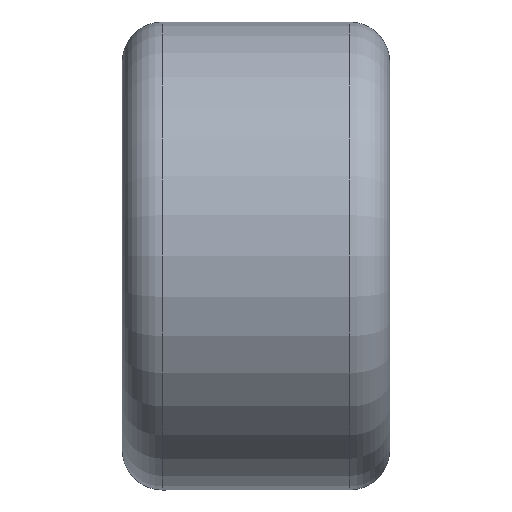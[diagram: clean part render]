
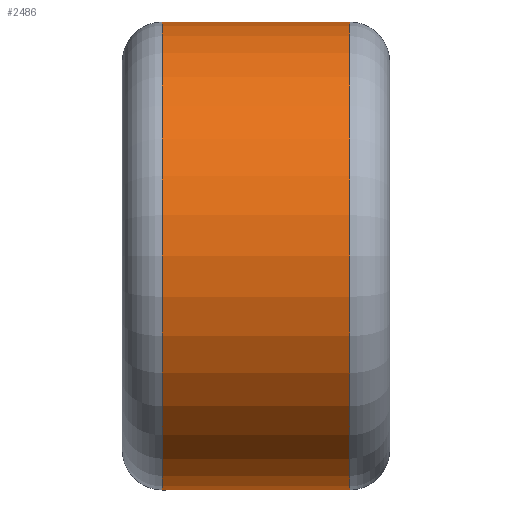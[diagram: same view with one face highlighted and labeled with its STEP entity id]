
A CAD part, front view. The second image highlights one B-rep face of the part: STEP entity #2486.
In plain terms, the highlighted cylindrical face has radius 35 mm (diameter 70 mm), a full revolution.
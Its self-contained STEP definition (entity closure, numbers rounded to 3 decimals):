
#276=LINE('',#3471,#447);
#447=VECTOR('',#2896,35.);
#618=CYLINDRICAL_SURFACE('',#2661,35.);
#671=FACE_OUTER_BOUND('',#805,.T.);
#805=EDGE_LOOP('',(#1704,#1705,#1706,#1707));
#955=CIRCLE('',#2659,35.);
#957=CIRCLE('',#2662,35.);
#1020=VERTEX_POINT('',#3465);
#1021=VERTEX_POINT('',#3469);
#1292=EDGE_CURVE('',#1020,#1020,#955,.T.);
#1294=EDGE_CURVE('',#1021,#1021,#957,.T.);
#1295=EDGE_CURVE('',#1021,#1020,#276,.T.);
#1704=ORIENTED_EDGE('',*,*,#1294,.F.);
#1705=ORIENTED_EDGE('',*,*,#1295,.T.);
#1706=ORIENTED_EDGE('',*,*,#1292,.F.);
#1707=ORIENTED_EDGE('',*,*,#1295,.F.);
#2486=ADVANCED_FACE('',(#671),#618,.T.);
#2659=AXIS2_PLACEMENT_3D('',#3466,#2888,#2889);
#2661=AXIS2_PLACEMENT_3D('',#3468,#2892,#2893);
#2662=AXIS2_PLACEMENT_3D('',#3470,#2894,#2895);
#2888=DIRECTION('center_axis',(-0.866,0.,
-0.5));
#2889=DIRECTION('ref_axis',(0.5,0.,-0.866));
#2892=DIRECTION('center_axis',(0.866,0.,0.5));
#2893=DIRECTION('ref_axis',(0.5,0.,-0.866));
#2894=DIRECTION('center_axis',(0.866,0.,0.5));
#2895=DIRECTION('ref_axis',(0.5,0.,-0.866));
#2896=DIRECTION('',(-0.866,0.,-0.5));
#3465=CARTESIAN_POINT('',(77.057,35.,-233.976));
#3466=CARTESIAN_POINT('Origin',(94.557,35.,-264.287));
#3468=CARTESIAN_POINT('Origin',(89.361,35.,-267.287));
#3469=CARTESIAN_POINT('',(101.306,35.,-219.976));
#3470=CARTESIAN_POINT('Origin',(118.806,35.,-250.287));
#3471=CARTESIAN_POINT('',(71.861,35.,-236.976));
